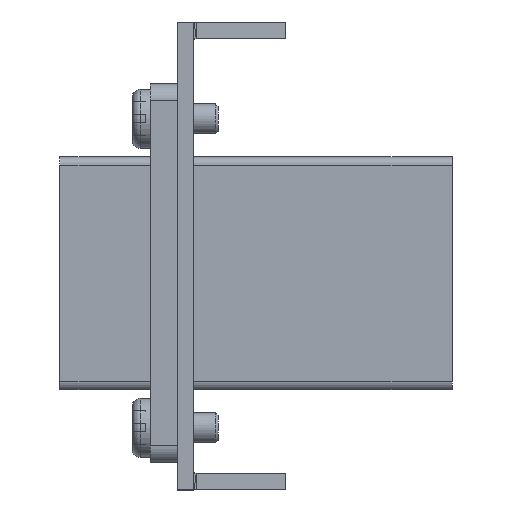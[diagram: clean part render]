
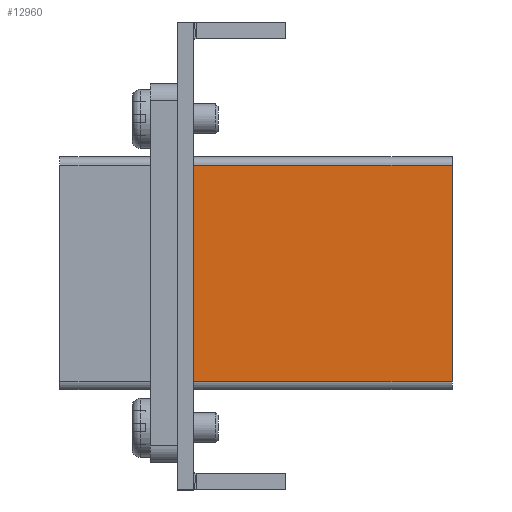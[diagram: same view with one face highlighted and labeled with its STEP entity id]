
A CAD part, left-side view. The second image highlights one B-rep face of the part: STEP entity #12960.
In plain terms, the highlighted planar face has unit normal (-1, 0, 0).
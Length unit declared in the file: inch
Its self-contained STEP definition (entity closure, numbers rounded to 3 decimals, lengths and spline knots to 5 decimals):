
#12460 = VERTEX_POINT ( 'NONE', #31320 ) ;
#12463 = EDGE_CURVE ( 'NONE', #12464, #12460, #31315, .T. ) ;
#12464 = VERTEX_POINT ( 'NONE', #31309 ) ;
#12960 = ADVANCED_FACE ( 'NONE', ( #22216 ), #22215, .F. ) ;
#12961 = EDGE_LOOP ( 'NONE', ( #12962, #12975, #13074, #13076 ) ) ;
#12962 = ORIENTED_EDGE ( 'NONE', *, *, #12964, .F. ) ;
#12964 = EDGE_CURVE ( 'NONE', #12967, #12974, #22276, .T. ) ;
#12967 = VERTEX_POINT ( 'NONE', #22272 ) ;
#12974 = VERTEX_POINT ( 'NONE', #22270 ) ;
#12975 = ORIENTED_EDGE ( 'NONE', *, *, #12976, .T. ) ;
#12976 = EDGE_CURVE ( 'NONE', #12967, #12464, #22269, .T. ) ;
#13074 = ORIENTED_EDGE ( 'NONE', *, *, #12463, .T. ) ;
#13076 = ORIENTED_EDGE ( 'NONE', *, *, #13078, .T. ) ;
#13078 = EDGE_CURVE ( 'NONE', #12460, #12974, #22356, .T. ) ;
#22213 = CARTESIAN_POINT ( 'NONE',  ( -0.3125, -2.99812, -0.43 ) ) ;
#22214 = AXIS2_PLACEMENT_3D ( 'NONE', #22213, #22278, #22277 ) ;
#22215 = PLANE ( 'NONE',  #22214 ) ;
#22216 = FACE_OUTER_BOUND ( 'NONE', #12961, .T. ) ;
#22266 = DIRECTION ( 'NONE',  ( 0., 1., 0. ) ) ;
#22267 = VECTOR ( 'NONE', #22266, 39.37008 ) ;
#22268 = CARTESIAN_POINT ( 'NONE',  ( -0.3125, -2.99812, 0.4 ) ) ;
#22269 = LINE ( 'NONE', #22268, #22267 ) ;
#22270 = CARTESIAN_POINT ( 'NONE',  ( -0.3125, -1.065, -0.4 ) ) ;
#22272 = CARTESIAN_POINT ( 'NONE',  ( -0.3125, -1.065, 0.4 ) ) ;
#22273 = DIRECTION ( 'NONE',  ( 0., 0., -1. ) ) ;
#22274 = VECTOR ( 'NONE', #22273, 39.37008 ) ;
#22275 = CARTESIAN_POINT ( 'NONE',  ( -0.3125, -1.065, -0.43 ) ) ;
#22276 = LINE ( 'NONE', #22275, #22274 ) ;
#22277 = DIRECTION ( 'NONE',  ( 0., 0., -1. ) ) ;
#22278 = DIRECTION ( 'NONE',  ( 1., 0., 0. ) ) ;
#22353 = DIRECTION ( 'NONE',  ( 0., -1., 0. ) ) ;
#22354 = VECTOR ( 'NONE', #22353, 39.37008 ) ;
#22355 = CARTESIAN_POINT ( 'NONE',  ( -0.3125, -2.99812, -0.4 ) ) ;
#22356 = LINE ( 'NONE', #22355, #22354 ) ;
#31309 = CARTESIAN_POINT ( 'NONE',  ( -0.3125, -0.05, 0.4 ) ) ;
#31312 = DIRECTION ( 'NONE',  ( 0., 0., -1. ) ) ;
#31313 = VECTOR ( 'NONE', #31312, 39.37008 ) ;
#31314 = CARTESIAN_POINT ( 'NONE',  ( -0.3125, -0.05, -0.43 ) ) ;
#31315 = LINE ( 'NONE', #31314, #31313 ) ;
#31320 = CARTESIAN_POINT ( 'NONE',  ( -0.3125, -0.05, -0.4 ) ) ;
